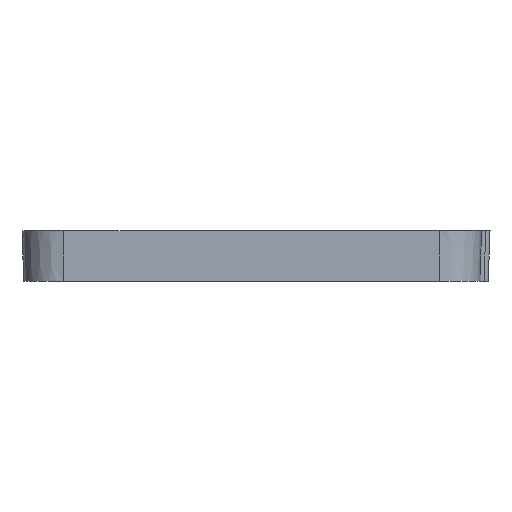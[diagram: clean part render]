
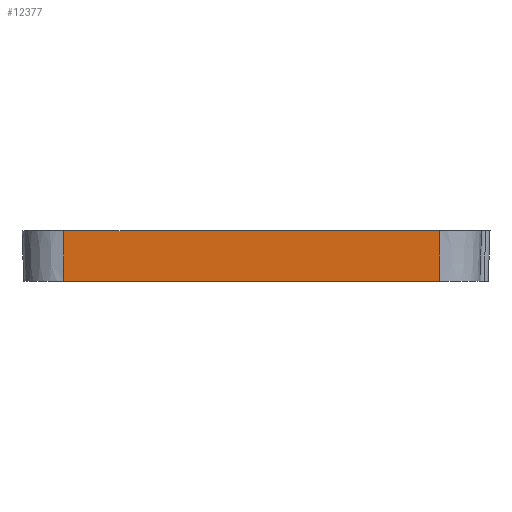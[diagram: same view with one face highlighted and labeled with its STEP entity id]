
A CAD part, left-side view. The second image highlights one B-rep face of the part: STEP entity #12377.
In plain terms, the highlighted planar face has unit normal (-0.999, 0, -0.035).
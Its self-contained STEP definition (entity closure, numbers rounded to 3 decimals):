
#1792=FACE_OUTER_BOUND('',#2525,.T.);
#2525=EDGE_LOOP('',(#11468,#11469,#11470,#11471));
#3011=LINE('',#20455,#4139);
#3231=LINE('',#21317,#4359);
#3653=LINE('',#22185,#4781);
#3654=LINE('',#22187,#4782);
#4139=VECTOR('',#14369,10.);
#4359=VECTOR('',#15037,10.);
#4781=VECTOR('',#16315,10.);
#4782=VECTOR('',#16318,10.);
#5565=VERTEX_POINT('',#20452);
#5566=VERTEX_POINT('',#20454);
#5983=VERTEX_POINT('',#21314);
#5984=VERTEX_POINT('',#21316);
#6961=EDGE_CURVE('',#5565,#5566,#3011,.T.);
#7392=EDGE_CURVE('',#5984,#5983,#3231,.T.);
#7826=EDGE_CURVE('',#5565,#5984,#3653,.T.);
#7827=EDGE_CURVE('',#5566,#5983,#3654,.T.);
#11468=ORIENTED_EDGE('',*,*,#7392,.T.);
#11469=ORIENTED_EDGE('',*,*,#7827,.F.);
#11470=ORIENTED_EDGE('',*,*,#6961,.F.);
#11471=ORIENTED_EDGE('',*,*,#7826,.T.);
#11756=PLANE('',#13325);
#12377=ADVANCED_FACE('',(#1792),#11756,.T.);
#13325=AXIS2_PLACEMENT_3D('',#22186,#16316,#16317);
#14369=DIRECTION('',(0.,1.,0.));
#15037=DIRECTION('',(0.,1.,0.));
#16315=DIRECTION('',(-0.035,0.,0.999));
#16316=DIRECTION('center_axis',(-0.999,0.,-0.035));
#16317=DIRECTION('ref_axis',(0.,-1.,0.));
#16318=DIRECTION('',(-0.035,0.,0.999));
#20452=CARTESIAN_POINT('',(-75.5,-44.5,-15.));
#20454=CARTESIAN_POINT('',(-75.5,44.5,-15.));
#20455=CARTESIAN_POINT('',(-75.5,-44.5,-15.));
#21314=CARTESIAN_POINT('',(-75.919,44.5,-3.));
#21316=CARTESIAN_POINT('',(-75.919,-44.5,-3.));
#21317=CARTESIAN_POINT('',(-75.919,-44.5,-3.));
#22185=CARTESIAN_POINT('',(-75.5,-44.5,-15.));
#22186=CARTESIAN_POINT('Origin',(-75.5,-44.5,-15.));
#22187=CARTESIAN_POINT('',(-75.5,44.5,-15.));
